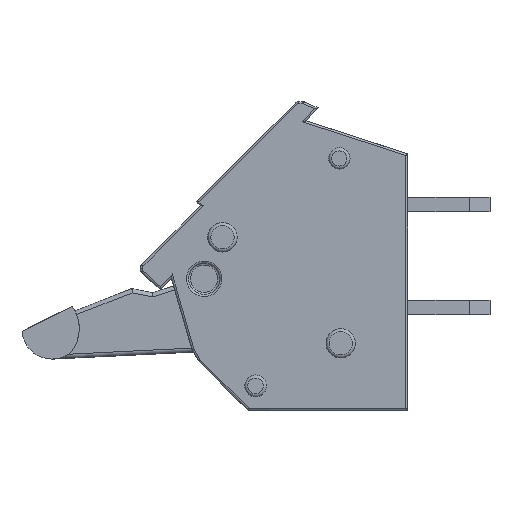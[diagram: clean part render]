
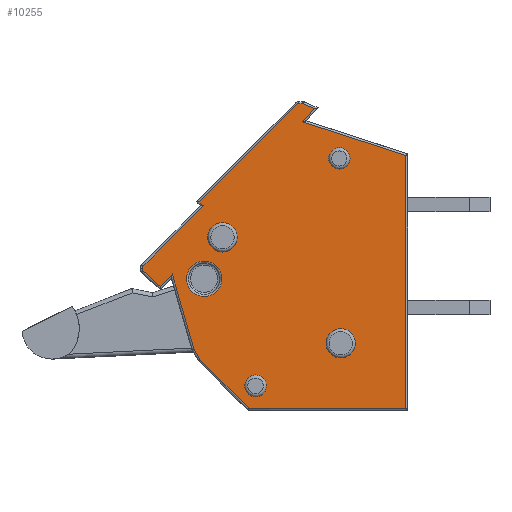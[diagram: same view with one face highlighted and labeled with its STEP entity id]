
A CAD part, left-side view. The second image highlights one B-rep face of the part: STEP entity #10255.
In plain terms, the highlighted planar face has unit normal (-1, 0, 0).
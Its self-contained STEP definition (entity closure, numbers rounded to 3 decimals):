
#69=FACE_BOUND('',#1854,.T.);
#70=FACE_BOUND('',#1855,.T.);
#71=FACE_BOUND('',#1856,.T.);
#72=FACE_BOUND('',#1857,.T.);
#73=FACE_BOUND('',#1858,.T.);
#638=CIRCLE('',#11187,0.861);
#642=CIRCLE('',#11193,0.15);
#643=CIRCLE('',#11194,0.15);
#644=CIRCLE('',#11195,0.15);
#645=CIRCLE('',#11196,0.15);
#646=CIRCLE('',#11197,0.715);
#647=CIRCLE('',#11198,0.531);
#648=CIRCLE('',#11199,0.518);
#649=CIRCLE('',#11200,0.71);
#1238=FACE_OUTER_BOUND('',#1853,.T.);
#1853=EDGE_LOOP('',(#9049,#9050,#9051,#9052,#9053,#9054,#9055,#9056,#9057,
#9058,#9059,#9060,#9061,#9062,#9063,#9064,#9065,#9066,#9067));
#1854=EDGE_LOOP('',(#9068));
#1855=EDGE_LOOP('',(#9069));
#1856=EDGE_LOOP('',(#9070));
#1857=EDGE_LOOP('',(#9071));
#1858=EDGE_LOOP('',(#9072));
#2926=LINE('',#17111,#4004);
#2927=LINE('',#17115,#4005);
#2928=LINE('',#17119,#4006);
#2929=LINE('',#17121,#4007);
#2930=LINE('',#17123,#4008);
#2931=LINE('',#17127,#4009);
#2932=LINE('',#17131,#4010);
#2933=LINE('',#17133,#4011);
#2934=LINE('',#17135,#4012);
#2935=LINE('',#17137,#4013);
#2936=LINE('',#17139,#4014);
#2937=LINE('',#17141,#4015);
#2938=LINE('',#17143,#4016);
#2939=LINE('',#17145,#4017);
#2940=LINE('',#17146,#4018);
#4004=VECTOR('',#13996,10.);
#4005=VECTOR('',#13999,10.);
#4006=VECTOR('',#14002,10.);
#4007=VECTOR('',#14003,10.);
#4008=VECTOR('',#14004,10.);
#4009=VECTOR('',#14007,10.);
#4010=VECTOR('',#14010,10.);
#4011=VECTOR('',#14011,10.);
#4012=VECTOR('',#14012,10.);
#4013=VECTOR('',#14013,10.);
#4014=VECTOR('',#14014,10.);
#4015=VECTOR('',#14015,10.);
#4016=VECTOR('',#14016,10.);
#4017=VECTOR('',#14017,10.);
#4018=VECTOR('',#14018,10.);
#4891=VERTEX_POINT('',#17099);
#4894=VERTEX_POINT('',#17109);
#4895=VERTEX_POINT('',#17110);
#4896=VERTEX_POINT('',#17112);
#4897=VERTEX_POINT('',#17114);
#4898=VERTEX_POINT('',#17116);
#4899=VERTEX_POINT('',#17118);
#4900=VERTEX_POINT('',#17120);
#4901=VERTEX_POINT('',#17122);
#4902=VERTEX_POINT('',#17124);
#4903=VERTEX_POINT('',#17126);
#4904=VERTEX_POINT('',#17128);
#4905=VERTEX_POINT('',#17130);
#4906=VERTEX_POINT('',#17132);
#4907=VERTEX_POINT('',#17134);
#4908=VERTEX_POINT('',#17136);
#4909=VERTEX_POINT('',#17138);
#4910=VERTEX_POINT('',#17140);
#4911=VERTEX_POINT('',#17142);
#4912=VERTEX_POINT('',#17144);
#4913=VERTEX_POINT('',#17147);
#4914=VERTEX_POINT('',#17149);
#4915=VERTEX_POINT('',#17151);
#4916=VERTEX_POINT('',#17153);
#6285=EDGE_CURVE('',#4891,#4891,#638,.T.);
#6290=EDGE_CURVE('',#4894,#4895,#2926,.T.);
#6291=EDGE_CURVE('',#4896,#4894,#642,.T.);
#6292=EDGE_CURVE('',#4897,#4896,#2927,.T.);
#6293=EDGE_CURVE('',#4898,#4897,#643,.T.);
#6294=EDGE_CURVE('',#4899,#4898,#2928,.T.);
#6295=EDGE_CURVE('',#4900,#4899,#2929,.T.);
#6296=EDGE_CURVE('',#4901,#4900,#2930,.T.);
#6297=EDGE_CURVE('',#4902,#4901,#644,.T.);
#6298=EDGE_CURVE('',#4903,#4902,#2931,.T.);
#6299=EDGE_CURVE('',#4904,#4903,#645,.T.);
#6300=EDGE_CURVE('',#4905,#4904,#2932,.T.);
#6301=EDGE_CURVE('',#4906,#4905,#2933,.T.);
#6302=EDGE_CURVE('',#4907,#4906,#2934,.T.);
#6303=EDGE_CURVE('',#4908,#4907,#2935,.T.);
#6304=EDGE_CURVE('',#4909,#4908,#2936,.T.);
#6305=EDGE_CURVE('',#4910,#4909,#2937,.T.);
#6306=EDGE_CURVE('',#4911,#4910,#2938,.T.);
#6307=EDGE_CURVE('',#4912,#4911,#2939,.T.);
#6308=EDGE_CURVE('',#4895,#4912,#2940,.T.);
#6309=EDGE_CURVE('',#4913,#4913,#646,.T.);
#6310=EDGE_CURVE('',#4914,#4914,#647,.T.);
#6311=EDGE_CURVE('',#4915,#4915,#648,.T.);
#6312=EDGE_CURVE('',#4916,#4916,#649,.T.);
#9049=ORIENTED_EDGE('',*,*,#6290,.F.);
#9050=ORIENTED_EDGE('',*,*,#6291,.F.);
#9051=ORIENTED_EDGE('',*,*,#6292,.F.);
#9052=ORIENTED_EDGE('',*,*,#6293,.F.);
#9053=ORIENTED_EDGE('',*,*,#6294,.F.);
#9054=ORIENTED_EDGE('',*,*,#6295,.F.);
#9055=ORIENTED_EDGE('',*,*,#6296,.F.);
#9056=ORIENTED_EDGE('',*,*,#6297,.F.);
#9057=ORIENTED_EDGE('',*,*,#6298,.F.);
#9058=ORIENTED_EDGE('',*,*,#6299,.F.);
#9059=ORIENTED_EDGE('',*,*,#6300,.F.);
#9060=ORIENTED_EDGE('',*,*,#6301,.F.);
#9061=ORIENTED_EDGE('',*,*,#6302,.F.);
#9062=ORIENTED_EDGE('',*,*,#6303,.F.);
#9063=ORIENTED_EDGE('',*,*,#6304,.F.);
#9064=ORIENTED_EDGE('',*,*,#6305,.F.);
#9065=ORIENTED_EDGE('',*,*,#6306,.F.);
#9066=ORIENTED_EDGE('',*,*,#6307,.F.);
#9067=ORIENTED_EDGE('',*,*,#6308,.F.);
#9068=ORIENTED_EDGE('',*,*,#6309,.T.);
#9069=ORIENTED_EDGE('',*,*,#6310,.T.);
#9070=ORIENTED_EDGE('',*,*,#6311,.T.);
#9071=ORIENTED_EDGE('',*,*,#6312,.T.);
#9072=ORIENTED_EDGE('',*,*,#6285,.F.);
#9699=PLANE('',#11192);
#10255=ADVANCED_FACE('',(#1238,#69,#70,#71,#72,#73),#9699,.T.);
#11187=AXIS2_PLACEMENT_3D('',#17100,#13983,#13984);
#11192=AXIS2_PLACEMENT_3D('',#17108,#13994,#13995);
#11193=AXIS2_PLACEMENT_3D('',#17113,#13997,#13998);
#11194=AXIS2_PLACEMENT_3D('',#17117,#14000,#14001);
#11195=AXIS2_PLACEMENT_3D('',#17125,#14005,#14006);
#11196=AXIS2_PLACEMENT_3D('',#17129,#14008,#14009);
#11197=AXIS2_PLACEMENT_3D('',#17148,#14019,#14020);
#11198=AXIS2_PLACEMENT_3D('',#17150,#14021,#14022);
#11199=AXIS2_PLACEMENT_3D('',#17152,#14023,#14024);
#11200=AXIS2_PLACEMENT_3D('',#17154,#14025,#14026);
#13983=DIRECTION('center_axis',(-1.,0.,0.));
#13984=DIRECTION('ref_axis',(0.,0.,-1.));
#13994=DIRECTION('center_axis',(-1.,0.,0.));
#13995=DIRECTION('ref_axis',(0.,0.,1.));
#13996=DIRECTION('',(0.,-0.924,-0.383));
#13997=DIRECTION('center_axis',(1.,0.,0.));
#13998=DIRECTION('ref_axis',(0.,-0.195,0.981));
#13999=DIRECTION('',(0.,-1.,0.));
#14000=DIRECTION('center_axis',(1.,0.,0.));
#14001=DIRECTION('ref_axis',(0.,0.383,0.924));
#14002=DIRECTION('',(0.,-0.706,0.708));
#14003=DIRECTION('',(0.,0.708,0.706));
#14004=DIRECTION('',(0.,-0.706,0.708));
#14005=DIRECTION('center_axis',(1.,0.,0.));
#14006=DIRECTION('ref_axis',(0.,0.924,0.382));
#14007=DIRECTION('',(0.,0.,1.));
#14008=DIRECTION('center_axis',(1.,0.,0.));
#14009=DIRECTION('ref_axis',(0.,0.915,-0.403));
#14010=DIRECTION('',(0.,0.737,0.676));
#14011=DIRECTION('',(0.,0.676,-0.737));
#14012=DIRECTION('',(0.,0.278,0.96));
#14013=DIRECTION('',(0.,0.504,0.864));
#14014=DIRECTION('',(0.,0.708,0.706));
#14015=DIRECTION('',(0.,1.,0.));
#14016=DIRECTION('',(0.,0.,-1.));
#14017=DIRECTION('',(0.,-0.951,-0.309));
#14018=DIRECTION('',(0.,0.676,-0.737));
#14019=DIRECTION('center_axis',(1.,0.,0.));
#14020=DIRECTION('ref_axis',(0.,0.,-1.));
#14021=DIRECTION('center_axis',(1.,0.,0.));
#14022=DIRECTION('ref_axis',(0.,0.,-1.));
#14023=DIRECTION('center_axis',(1.,0.,0.));
#14024=DIRECTION('ref_axis',(0.,0.,-1.));
#14025=DIRECTION('center_axis',(1.,0.,0.));
#14026=DIRECTION('ref_axis',(0.,0.,-1.));
#17099=CARTESIAN_POINT('',(-3.45,9.882,-0.244));
#17100=CARTESIAN_POINT('Origin',(-3.45,9.882,-1.105));
#17108=CARTESIAN_POINT('Origin',(-3.45,0.252,-1.222));
#17109=CARTESIAN_POINT('',(-3.45,5.062,7.389));
#17110=CARTESIAN_POINT('',(-3.45,4.514,7.161));
#17111=CARTESIAN_POINT('',(-3.45,1.146,5.763));
#17112=CARTESIAN_POINT('',(-3.45,5.119,7.4));
#17113=CARTESIAN_POINT('Origin',(-3.45,5.119,7.25));
#17114=CARTESIAN_POINT('',(-3.45,5.289,7.4));
#17115=CARTESIAN_POINT('',(-3.45,2.686,7.4));
#17116=CARTESIAN_POINT('',(-3.45,5.396,7.356));
#17117=CARTESIAN_POINT('Origin',(-3.45,5.289,7.25));
#17118=CARTESIAN_POINT('',(-3.45,10.113,2.627));
#17119=CARTESIAN_POINT('',(-3.45,6.257,6.492));
#17120=CARTESIAN_POINT('',(-3.45,9.93,2.444));
#17121=CARTESIAN_POINT('',(-3.45,6.715,-0.763));
#17122=CARTESIAN_POINT('',(-3.45,12.856,-0.489));
#17123=CARTESIAN_POINT('',(-3.45,8.468,3.91));
#17124=CARTESIAN_POINT('',(-3.45,12.9,-0.595));
#17125=CARTESIAN_POINT('Origin',(-3.45,12.75,-0.595));
#17126=CARTESIAN_POINT('',(-3.45,12.9,-0.623));
#17127=CARTESIAN_POINT('',(-3.45,12.9,-0.908));
#17128=CARTESIAN_POINT('',(-3.45,12.851,-0.733));
#17129=CARTESIAN_POINT('Origin',(-3.45,12.75,-0.623));
#17130=CARTESIAN_POINT('',(-3.45,12.013,-1.502));
#17131=CARTESIAN_POINT('',(-3.45,9.306,-3.983));
#17132=CARTESIAN_POINT('',(-3.45,11.436,-0.872));
#17133=CARTESIAN_POINT('',(-3.45,9.292,1.467));
#17134=CARTESIAN_POINT('',(-3.45,10.375,-4.532));
#17135=CARTESIAN_POINT('',(-3.45,10.931,-2.614));
#17136=CARTESIAN_POINT('',(-3.45,10.088,-5.023));
#17137=CARTESIAN_POINT('',(-3.45,9.812,-5.495));
#17138=CARTESIAN_POINT('',(-3.45,7.705,-7.4));
#17139=CARTESIAN_POINT('',(-3.45,8.578,-6.53));
#17140=CARTESIAN_POINT('',(-3.45,0.1,-7.4));
#17141=CARTESIAN_POINT('',(-3.45,0.376,-7.4));
#17142=CARTESIAN_POINT('',(-3.45,0.1,4.89));
#17143=CARTESIAN_POINT('',(-3.45,0.1,-4.361));
#17144=CARTESIAN_POINT('',(-3.45,5.104,6.518));
#17145=CARTESIAN_POINT('',(-3.45,-0.765,4.608));
#17146=CARTESIAN_POINT('',(-3.45,5.871,5.681));
#17147=CARTESIAN_POINT('',(-3.45,8.994,1.625));
#17148=CARTESIAN_POINT('Origin',(-3.45,8.994,0.909));
#17149=CARTESIAN_POINT('',(-3.45,7.388,-5.78));
#17150=CARTESIAN_POINT('Origin',(-3.45,7.388,-6.311));
#17151=CARTESIAN_POINT('',(-3.45,3.316,5.256));
#17152=CARTESIAN_POINT('Origin',(-3.45,3.316,4.738));
#17153=CARTESIAN_POINT('',(-3.45,3.252,-3.532));
#17154=CARTESIAN_POINT('Origin',(-3.45,3.252,-4.242));
